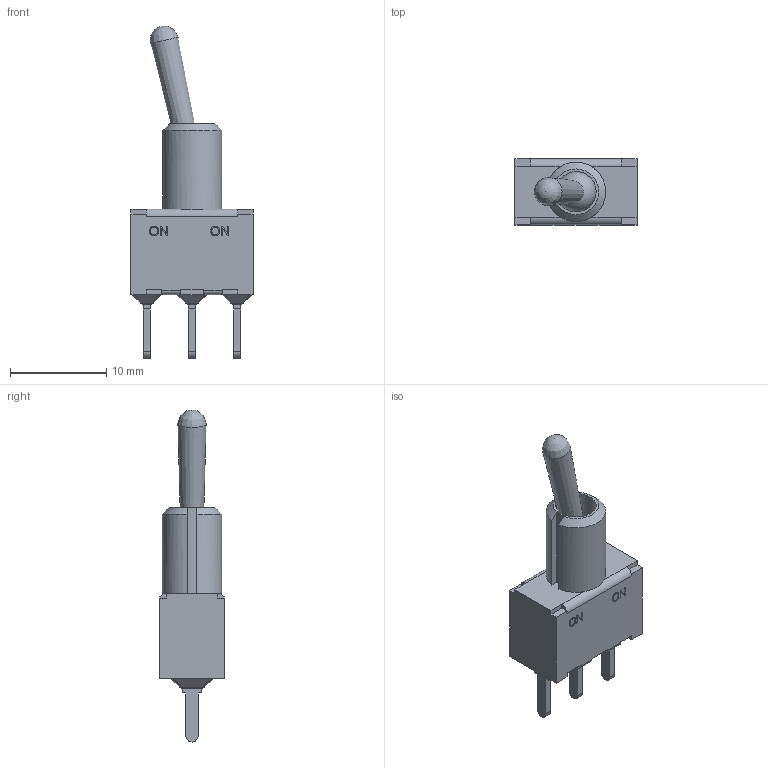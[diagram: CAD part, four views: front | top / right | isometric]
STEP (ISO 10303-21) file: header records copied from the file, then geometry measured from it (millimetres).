
FILE_DESCRIPTION((' '),'2;1');
FILE_NAME('100SPxT1B2M2xE.stp','2017-08-01T14:56:16',(' '),(' '),' ','ACIS',' ');
FILE_SCHEMA(('CONFIG_CONTROL_DESIGN'));
Length unit declared in the file: inch
Products named in the file (1): 100SPxT1B2M2xE.stp
Bounding box: 12.7 x 6.86 x 34.54 mm (x, y, z)
Volume: 1048.1 mm3; surface area: 1134.3 mm2
Topology: 1 solids, 5 shells, 240 faces, 603 edges, 378 vertices
Faces by surface type: plane 167, cylinder 40, bspline 17, sphere 13, cone 3
Full cylindrical faces by diameter (mm): 1.65 x1, 4.2 x1
Entity records: 7264 total; most frequent: CARTESIAN_POINT 1540, ORIENTED_EDGE 1182, DIRECTION 1098, EDGE_CURVE 591, VECTOR 454, LINE 454, VERTEX_POINT 372, AXIS2_PLACEMENT_3D 322
